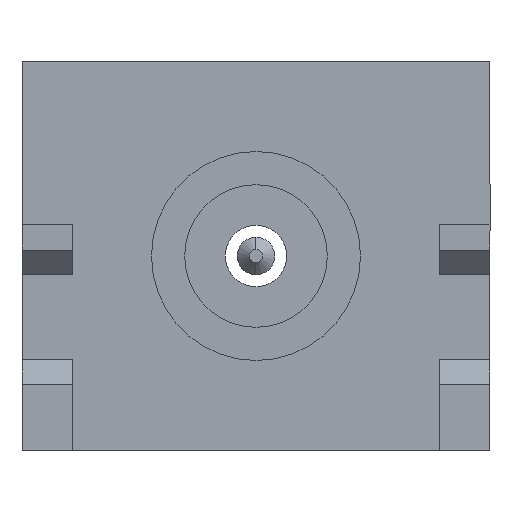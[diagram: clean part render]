
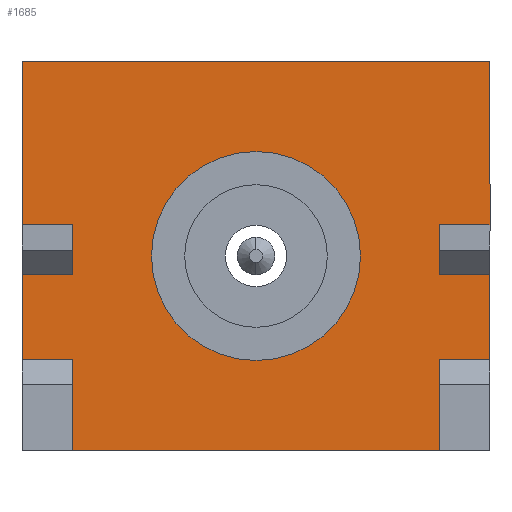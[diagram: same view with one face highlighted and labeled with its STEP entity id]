
A CAD part, front view. The second image highlights one B-rep face of the part: STEP entity #1685.
In plain terms, the highlighted planar face has unit normal (0, -1, 0).
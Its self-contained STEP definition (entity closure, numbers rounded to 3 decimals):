
#101 = CARTESIAN_POINT ( 'NONE',  ( -3.74, 2.08, -6.74 ) ) ;
#136 = CARTESIAN_POINT ( 'NONE',  ( -3.74, 2.08, -10.32 ) ) ;
#137 = CARTESIAN_POINT ( 'NONE',  ( -3.74, 2.08, -8.47 ) ) ;
#138 = CARTESIAN_POINT ( 'NONE',  ( -4.76, 2.08, -6.74 ) ) ;
#139 = CARTESIAN_POINT ( 'NONE',  ( -4.76, 2.08, -8.47 ) ) ;
#141 = CARTESIAN_POINT ( 'NONE',  ( -3.74, 2.08, -5.72 ) ) ;
#215 = LINE ( 'NONE', #216, #771 ) ;
#216 = CARTESIAN_POINT ( 'NONE',  ( 3.74, 2.08, -5.72 ) ) ;
#217 = DIRECTION ( 'NONE',  ( 1., 0., 0. ) ) ;
#248 = LINE ( 'NONE', #249, #1556 ) ;
#249 = CARTESIAN_POINT ( 'NONE',  ( -3.74, 2.08, -5.72 ) ) ;
#250 = DIRECTION ( 'NONE',  ( 1., 0., 0. ) ) ;
#251 = LINE ( 'NONE', #252, #1546 ) ;
#252 = CARTESIAN_POINT ( 'NONE',  ( 3.74, 2.08, -6.74 ) ) ;
#253 = DIRECTION ( 'NONE',  ( 0., 0., 1. ) ) ;
#271 = LINE ( 'NONE', #272, #1547 ) ;
#272 = CARTESIAN_POINT ( 'NONE',  ( -3.74, 2.08, -6.74 ) ) ;
#273 = DIRECTION ( 'NONE',  ( 0., 0., -1. ) ) ;
#292 = LINE ( 'NONE', #293, #1551 ) ;
#293 = CARTESIAN_POINT ( 'NONE',  ( -3.74, 2.08, -6.74 ) ) ;
#294 = DIRECTION ( 'NONE',  ( -1., 0., 0. ) ) ;
#295 = LINE ( 'NONE', #296, #1555 ) ;
#296 = CARTESIAN_POINT ( 'NONE',  ( 3.74, 2.08, -6.74 ) ) ;
#297 = DIRECTION ( 'NONE',  ( -1., 0., 0. ) ) ;
#456 = CIRCLE ( 'NONE', #1713, 2.125 ) ;
#522 = EDGE_LOOP ( 'NONE', ( #865, #895, #864, #863, #886, #920, #844, #882, #883, #880, #900, #866, #867, #871, #877, #876 ) ) ;
#529 = EDGE_LOOP ( 'NONE', ( #860, #930 ) ) ;
#555 = VERTEX_POINT ( 'NONE', #3012 ) ;
#556 = VERTEX_POINT ( 'NONE', #3013 ) ;
#566 = VERTEX_POINT ( 'NONE', #3023 ) ;
#567 = VERTEX_POINT ( 'NONE', #3024 ) ;
#568 = VERTEX_POINT ( 'NONE', #3025 ) ;
#569 = VERTEX_POINT ( 'NONE', #3026 ) ;
#570 = VERTEX_POINT ( 'NONE', #3027 ) ;
#571 = VERTEX_POINT ( 'NONE', #3028 ) ;
#572 = VERTEX_POINT ( 'NONE', #3029 ) ;
#573 = VERTEX_POINT ( 'NONE', #3030 ) ;
#647 = VECTOR ( 'NONE', #1169, 1000. ) ;
#685 = CIRCLE ( 'NONE', #1745, 2.125 ) ;
#691 = VECTOR ( 'NONE', #1060, 1000. ) ;
#692 = VECTOR ( 'NONE', #1177, 1000. ) ;
#721 = VECTOR ( 'NONE', #1076, 1000. ) ;
#738 = VECTOR ( 'NONE', #3086, 1000. ) ;
#771 = VECTOR ( 'NONE', #217, 1000. ) ;
#844 = ORIENTED_EDGE ( 'NONE', *, *, #2478, .T. ) ;
#860 = ORIENTED_EDGE ( 'NONE', *, *, #1661, .T. ) ;
#863 = ORIENTED_EDGE ( 'NONE', *, *, #2371, .T. ) ;
#864 = ORIENTED_EDGE ( 'NONE', *, *, #2367, .F. ) ;
#865 = ORIENTED_EDGE ( 'NONE', *, *, #2382, .T. ) ;
#866 = ORIENTED_EDGE ( 'NONE', *, *, #2351, .F. ) ;
#867 = ORIENTED_EDGE ( 'NONE', *, *, #2463, .T. ) ;
#871 = ORIENTED_EDGE ( 'NONE', *, *, #2471, .T. ) ;
#876 = ORIENTED_EDGE ( 'NONE', *, *, #2391, .F. ) ;
#877 = ORIENTED_EDGE ( 'NONE', *, *, #2477, .T. ) ;
#880 = ORIENTED_EDGE ( 'NONE', *, *, #1576, .F. ) ;
#882 = ORIENTED_EDGE ( 'NONE', *, *, #2464, .T. ) ;
#883 = ORIENTED_EDGE ( 'NONE', *, *, #2453, .T. ) ;
#886 = ORIENTED_EDGE ( 'NONE', *, *, #2385, .T. ) ;
#895 = ORIENTED_EDGE ( 'NONE', *, *, #2366, .T. ) ;
#900 = ORIENTED_EDGE ( 'NONE', *, *, #2364, .F. ) ;
#920 = ORIENTED_EDGE ( 'NONE', *, *, #2368, .F. ) ;
#930 = ORIENTED_EDGE ( 'NONE', *, *, #2390, .T. ) ;
#970 = CARTESIAN_POINT ( 'NONE',  ( 0., 2.08, -8.485 ) ) ;
#974 = CARTESIAN_POINT ( 'NONE',  ( 0., 2.08, -4.235 ) ) ;
#1012 = LINE ( 'NONE', #1013, #1516 ) ;
#1013 = CARTESIAN_POINT ( 'NONE',  ( -4.76, 2.08, -2.4 ) ) ;
#1014 = DIRECTION ( 'NONE',  ( 0., 0., 1. ) ) ;
#1058 = LINE ( 'NONE', #1059, #691 ) ;
#1059 = CARTESIAN_POINT ( 'NONE',  ( 4.76, 2.08, -2.4 ) ) ;
#1060 = DIRECTION ( 'NONE',  ( 1., 0., 0. ) ) ;
#1071 = LINE ( 'NONE', #1072, #2431 ) ;
#1072 = CARTESIAN_POINT ( 'NONE',  ( -3.74, 2.08, -8.47 ) ) ;
#1073 = DIRECTION ( 'NONE',  ( 0., 0., -1. ) ) ;
#1074 = LINE ( 'NONE', #1075, #721 ) ;
#1075 = CARTESIAN_POINT ( 'NONE',  ( 4.76, 2.08, -10.32 ) ) ;
#1076 = DIRECTION ( 'NONE',  ( -1., 0., 0. ) ) ;
#1077 = LINE ( 'NONE', #1078, #1485 ) ;
#1078 = CARTESIAN_POINT ( 'NONE',  ( 4.76, 2.08, -2.4 ) ) ;
#1079 = DIRECTION ( 'NONE',  ( 0., 0., -1. ) ) ;
#1110 = LINE ( 'NONE', #1111, #3192 ) ;
#1111 = CARTESIAN_POINT ( 'NONE',  ( 3.74, 2.08, -8.47 ) ) ;
#1112 = DIRECTION ( 'NONE',  ( 0., 0., 1. ) ) ;
#1167 = LINE ( 'NONE', #1168, #647 ) ;
#1168 = CARTESIAN_POINT ( 'NONE',  ( -3.74, 2.08, -8.47 ) ) ;
#1169 = DIRECTION ( 'NONE',  ( 1., 0., 0. ) ) ;
#1175 = LINE ( 'NONE', #1176, #692 ) ;
#1176 = CARTESIAN_POINT ( 'NONE',  ( 3.74, 2.08, -8.47 ) ) ;
#1177 = DIRECTION ( 'NONE',  ( 1., 0., 0. ) ) ;
#1196 = CARTESIAN_POINT ( 'NONE',  ( 0., 2.08, -6.36 ) ) ;
#1197 = DIRECTION ( 'NONE',  ( 0., 1., 0. ) ) ;
#1198 = DIRECTION ( 'NONE',  ( 0., 0., 1. ) ) ;
#1200 = LINE ( 'NONE', #1201, #1743 ) ;
#1201 = CARTESIAN_POINT ( 'NONE',  ( -4.76, 2.08, -2.4 ) ) ;
#1202 = DIRECTION ( 'NONE',  ( 0., 0., 1. ) ) ;
#1359 = PLANE ( 'NONE',  #2614 ) ;
#1360 = CARTESIAN_POINT ( 'NONE',  ( 4.76, 2.08, -10.32 ) ) ;
#1361 = DIRECTION ( 'NONE',  ( 0., 1., 0. ) ) ;
#1362 = DIRECTION ( 'NONE',  ( 0., 0., 1. ) ) ;
#1485 = VECTOR ( 'NONE', #1079, 1000. ) ;
#1516 = VECTOR ( 'NONE', #1014, 1000. ) ;
#1546 = VECTOR ( 'NONE', #253, 1000. ) ;
#1547 = VECTOR ( 'NONE', #273, 1000. ) ;
#1551 = VECTOR ( 'NONE', #294, 1000. ) ;
#1555 = VECTOR ( 'NONE', #297, 1000. ) ;
#1556 = VECTOR ( 'NONE', #250, 1000. ) ;
#1576 = EDGE_CURVE ( 'NONE', #571, #572, #3084, .T. ) ;
#1661 = EDGE_CURVE ( 'NONE', #1907, #1911, #456, .T. ) ;
#1685 = ADVANCED_FACE ( 'NONE', ( #2617, #2633 ), #1359, .F. ) ;
#1713 = AXIS2_PLACEMENT_3D ( 'NONE', #2208, #2212, #2213 ) ;
#1743 = VECTOR ( 'NONE', #1202, 1000. ) ;
#1745 = AXIS2_PLACEMENT_3D ( 'NONE', #1196, #1197, #1198 ) ;
#1907 = VERTEX_POINT ( 'NONE', #970 ) ;
#1911 = VERTEX_POINT ( 'NONE', #974 ) ;
#2208 = CARTESIAN_POINT ( 'NONE',  ( 0., 2.08, -6.36 ) ) ;
#2212 = DIRECTION ( 'NONE',  ( 0., 1., 0. ) ) ;
#2213 = DIRECTION ( 'NONE',  ( 0., 0., 1. ) ) ;
#2351 = EDGE_CURVE ( 'NONE', #570, #573, #1012, .T. ) ;
#2364 = EDGE_CURVE ( 'NONE', #573, #571, #1058, .T. ) ;
#2366 = EDGE_CURVE ( 'NONE', #2924, #2923, #1071, .T. ) ;
#2367 = EDGE_CURVE ( 'NONE', #556, #2923, #1074, .T. ) ;
#2368 = EDGE_CURVE ( 'NONE', #566, #555, #1077, .T. ) ;
#2371 = EDGE_CURVE ( 'NONE', #556, #567, #1110, .T. ) ;
#2382 = EDGE_CURVE ( 'NONE', #2926, #2924, #1167, .T. ) ;
#2385 = EDGE_CURVE ( 'NONE', #567, #555, #1175, .T. ) ;
#2390 = EDGE_CURVE ( 'NONE', #1911, #1907, #685, .T. ) ;
#2391 = EDGE_CURVE ( 'NONE', #2926, #2925, #1200, .T. ) ;
#2431 = VECTOR ( 'NONE', #1073, 1000. ) ;
#2453 = EDGE_CURVE ( 'NONE', #569, #572, #215, .T. ) ;
#2463 = EDGE_CURVE ( 'NONE', #570, #2928, #248, .T. ) ;
#2464 = EDGE_CURVE ( 'NONE', #568, #569, #251, .T. ) ;
#2471 = EDGE_CURVE ( 'NONE', #2928, #2922, #271, .T. ) ;
#2477 = EDGE_CURVE ( 'NONE', #2922, #2925, #292, .T. ) ;
#2478 = EDGE_CURVE ( 'NONE', #566, #568, #295, .T. ) ;
#2614 = AXIS2_PLACEMENT_3D ( 'NONE', #1360, #1361, #1362 ) ;
#2617 = FACE_OUTER_BOUND ( 'NONE', #522, .T. ) ;
#2633 = FACE_BOUND ( 'NONE', #529, .T. ) ;
#2922 = VERTEX_POINT ( 'NONE', #101 ) ;
#2923 = VERTEX_POINT ( 'NONE', #136 ) ;
#2924 = VERTEX_POINT ( 'NONE', #137 ) ;
#2925 = VERTEX_POINT ( 'NONE', #138 ) ;
#2926 = VERTEX_POINT ( 'NONE', #139 ) ;
#2928 = VERTEX_POINT ( 'NONE', #141 ) ;
#3012 = CARTESIAN_POINT ( 'NONE',  ( 4.76, 2.08, -8.47 ) ) ;
#3013 = CARTESIAN_POINT ( 'NONE',  ( 3.74, 2.08, -10.32 ) ) ;
#3023 = CARTESIAN_POINT ( 'NONE',  ( 4.76, 2.08, -6.74 ) ) ;
#3024 = CARTESIAN_POINT ( 'NONE',  ( 3.74, 2.08, -8.47 ) ) ;
#3025 = CARTESIAN_POINT ( 'NONE',  ( 3.74, 2.08, -6.74 ) ) ;
#3026 = CARTESIAN_POINT ( 'NONE',  ( 3.74, 2.08, -5.72 ) ) ;
#3027 = CARTESIAN_POINT ( 'NONE',  ( -4.76, 2.08, -5.72 ) ) ;
#3028 = CARTESIAN_POINT ( 'NONE',  ( 4.76, 2.08, -2.4 ) ) ;
#3029 = CARTESIAN_POINT ( 'NONE',  ( 4.76, 2.08, -5.72 ) ) ;
#3030 = CARTESIAN_POINT ( 'NONE',  ( -4.76, 2.08, -2.4 ) ) ;
#3084 = LINE ( 'NONE', #3085, #738 ) ;
#3085 = CARTESIAN_POINT ( 'NONE',  ( 4.76, 2.08, -2.4 ) ) ;
#3086 = DIRECTION ( 'NONE',  ( 0., 0., -1. ) ) ;
#3192 = VECTOR ( 'NONE', #1112, 1000. ) ;
